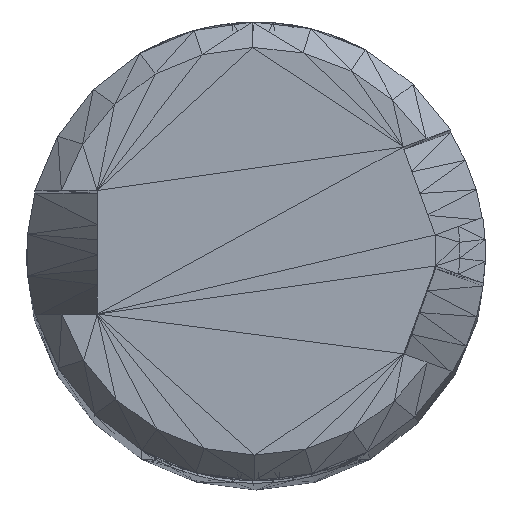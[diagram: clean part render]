
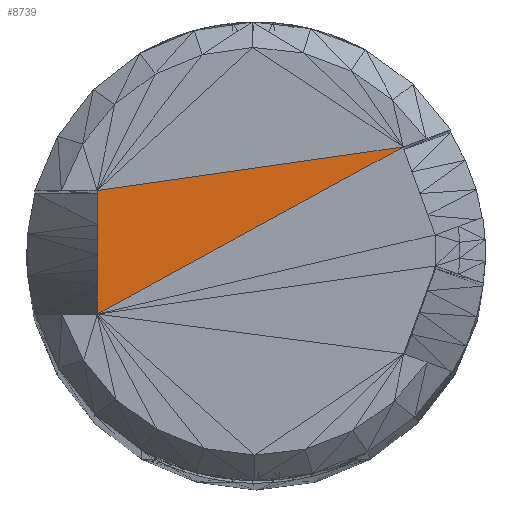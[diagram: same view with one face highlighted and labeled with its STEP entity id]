
A CAD part, top view. The second image highlights one B-rep face of the part: STEP entity #8739.
In plain terms, the highlighted planar face has unit normal (0, 0, 1).
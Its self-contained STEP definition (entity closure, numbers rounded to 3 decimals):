
#6851 = VERTEX_POINT('',#6852);
#6852 = CARTESIAN_POINT('',(1488.973,4.131,
    137.844));
#6891 = PLANE('',#6892);
#6892 = AXIS2_PLACEMENT_3D('',#6893,#6894,#6895);
#6893 = CARTESIAN_POINT('',(1484.034,0.279,
    137.844));
#6894 = DIRECTION('',(0.,0.,1.));
#6895 = DIRECTION('',(0.,1.,0.));
#8669 = VERTEX_POINT('',#8670);
#8670 = CARTESIAN_POINT('',(1476.971,-2.426,
    137.844));
#8715 = EDGE_CURVE('',#6851,#8669,#8716,.T.);
#8716 = SURFACE_CURVE('',#8717,(#8721,#8728),.PCURVE_S1.);
#8717 = LINE('',#8718,#8719);
#8718 = CARTESIAN_POINT('',(1488.973,4.131,
    137.844));
#8719 = VECTOR('',#8720,1.);
#8720 = DIRECTION('',(-0.878,-0.479,0.));
#8721 = PCURVE('',#6891,#8722);
#8722 = DEFINITIONAL_REPRESENTATION('',(#8723),#8727);
#8723 = LINE('',#8724,#8725);
#8724 = CARTESIAN_POINT('',(3.852,-4.94));
#8725 = VECTOR('',#8726,1.);
#8726 = DIRECTION('',(-0.479,0.878));
#8727 = ( GEOMETRIC_REPRESENTATION_CONTEXT(2) 
PARAMETRIC_REPRESENTATION_CONTEXT() REPRESENTATION_CONTEXT('2D SPACE',''
  ) );
#8728 = PCURVE('',#8729,#8734);
#8729 = PLANE('',#8730);
#8730 = AXIS2_PLACEMENT_3D('',#8731,#8732,#8733);
#8731 = CARTESIAN_POINT('',(1482.022,1.677,
    137.844));
#8732 = DIRECTION('',(0.,0.,1.));
#8733 = DIRECTION('',(1.,0.,-0.));
#8734 = DEFINITIONAL_REPRESENTATION('',(#8735),#8738);
#8735 = B_SPLINE_CURVE_WITH_KNOTS('',1,(#8736,#8737),.UNSPECIFIED.,.F.,
  .F.,(2,2),(0.,13.676),.PIECEWISE_BEZIER_KNOTS.);
#8736 = CARTESIAN_POINT('',(6.951,2.454));
#8737 = CARTESIAN_POINT('',(-5.051,-4.103));
#8738 = ( GEOMETRIC_REPRESENTATION_CONTEXT(2) 
PARAMETRIC_REPRESENTATION_CONTEXT() REPRESENTATION_CONTEXT('2D SPACE',''
  ) );
#8739 = ADVANCED_FACE('',(#8740),#8729,.T.);
#8740 = FACE_BOUND('',#8741,.T.);
#8741 = EDGE_LOOP('',(#8742,#8743,#8770));
#8742 = ORIENTED_EDGE('',*,*,#8715,.F.);
#8743 = ORIENTED_EDGE('',*,*,#8744,.T.);
#8744 = EDGE_CURVE('',#6851,#8745,#8747,.T.);
#8745 = VERTEX_POINT('',#8746);
#8746 = CARTESIAN_POINT('',(1476.971,2.426,
    137.844));
#8747 = SURFACE_CURVE('',#8748,(#8752,#8759),.PCURVE_S1.);
#8748 = LINE('',#8749,#8750);
#8749 = CARTESIAN_POINT('',(1488.973,4.131,
    137.844));
#8750 = VECTOR('',#8751,1.);
#8751 = DIRECTION('',(-0.99,-0.141,0.));
#8752 = PCURVE('',#8729,#8753);
#8753 = DEFINITIONAL_REPRESENTATION('',(#8754),#8758);
#8754 = LINE('',#8755,#8756);
#8755 = CARTESIAN_POINT('',(6.951,2.454));
#8756 = VECTOR('',#8757,1.);
#8757 = DIRECTION('',(-0.99,-0.141));
#8758 = ( GEOMETRIC_REPRESENTATION_CONTEXT(2) 
PARAMETRIC_REPRESENTATION_CONTEXT() REPRESENTATION_CONTEXT('2D SPACE',''
  ) );
#8759 = PCURVE('',#8760,#8765);
#8760 = PLANE('',#8761);
#8761 = AXIS2_PLACEMENT_3D('',#8762,#8763,#8764);
#8762 = CARTESIAN_POINT('',(1482.868,4.589,
    137.844));
#8763 = DIRECTION('',(0.,0.,1.));
#8764 = DIRECTION('',(1.,0.,-0.));
#8765 = DEFINITIONAL_REPRESENTATION('',(#8766),#8769);
#8766 = B_SPLINE_CURVE_WITH_KNOTS('',1,(#8767,#8768),.UNSPECIFIED.,.F.,
  .F.,(2,2),(0.,12.123),.PIECEWISE_BEZIER_KNOTS.);
#8767 = CARTESIAN_POINT('',(6.105,-0.458));
#8768 = CARTESIAN_POINT('',(-5.897,-2.164));
#8769 = ( GEOMETRIC_REPRESENTATION_CONTEXT(2) 
PARAMETRIC_REPRESENTATION_CONTEXT() REPRESENTATION_CONTEXT('2D SPACE',''
  ) );
#8770 = ORIENTED_EDGE('',*,*,#8771,.F.);
#8771 = EDGE_CURVE('',#8669,#8745,#8772,.T.);
#8772 = SURFACE_CURVE('',#8773,(#8777,#8783),.PCURVE_S1.);
#8773 = LINE('',#8774,#8775);
#8774 = CARTESIAN_POINT('',(1476.971,-2.426,
    137.844));
#8775 = VECTOR('',#8776,1.);
#8776 = DIRECTION('',(0.,1.,0.));
#8777 = PCURVE('',#8729,#8778);
#8778 = DEFINITIONAL_REPRESENTATION('',(#8779),#8782);
#8779 = B_SPLINE_CURVE_WITH_KNOTS('',1,(#8780,#8781),.UNSPECIFIED.,.F.,
  .F.,(2,2),(0.,4.851),.PIECEWISE_BEZIER_KNOTS.);
#8780 = CARTESIAN_POINT('',(-5.051,-4.103));
#8781 = CARTESIAN_POINT('',(-5.051,0.748));
#8782 = ( GEOMETRIC_REPRESENTATION_CONTEXT(2) 
PARAMETRIC_REPRESENTATION_CONTEXT() REPRESENTATION_CONTEXT('2D SPACE',''
  ) );
#8783 = PCURVE('',#8784,#8789);
#8784 = PLANE('',#8785);
#8785 = AXIS2_PLACEMENT_3D('',#8786,#8787,#8788);
#8786 = CARTESIAN_POINT('',(1476.971,0.002,
    109.584));
#8787 = DIRECTION('',(-1.,-0.,-0.));
#8788 = DIRECTION('',(0.,0.,-1.));
#8789 = DEFINITIONAL_REPRESENTATION('',(#8790),#8794);
#8790 = LINE('',#8791,#8792);
#8791 = CARTESIAN_POINT('',(-28.26,2.427));
#8792 = VECTOR('',#8793,1.);
#8793 = DIRECTION('',(0.,-1.));
#8794 = ( GEOMETRIC_REPRESENTATION_CONTEXT(2) 
PARAMETRIC_REPRESENTATION_CONTEXT() REPRESENTATION_CONTEXT('2D SPACE',''
  ) );
